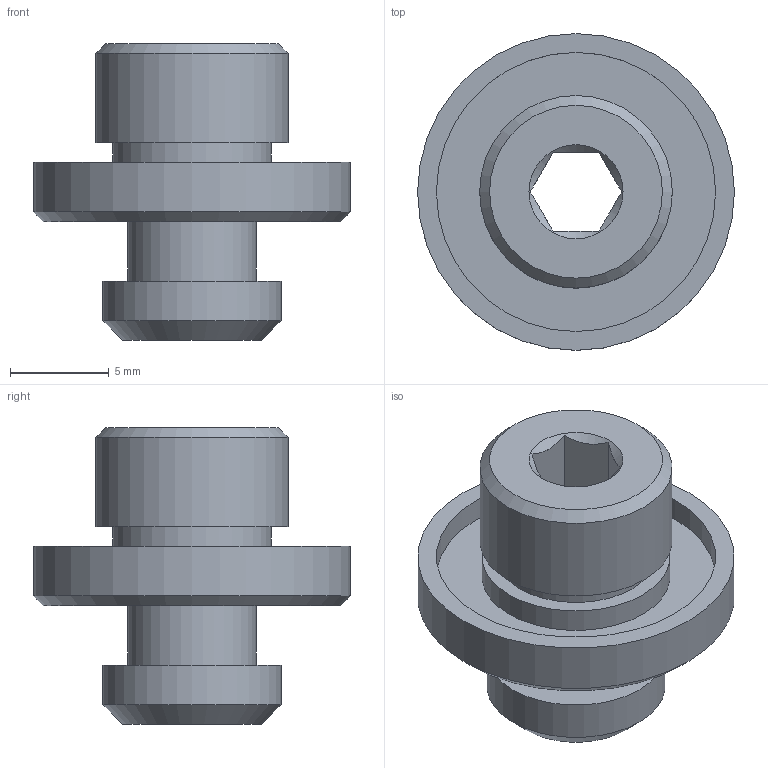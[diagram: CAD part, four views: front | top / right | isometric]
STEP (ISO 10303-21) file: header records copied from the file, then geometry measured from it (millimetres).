
FILE_DESCRIPTION( ( 'Unknown' ), '1' );
FILE_NAME( 'SE-0406542.stp', 'Unknown', ( 'Unknown' ), ( 'Unknown' ), 'PSStep 17.0.49', 'Unknown', ' ' );
FILE_SCHEMA( ( 'AUTOMOTIVE_DESIGN { 1 0 10303 214 1 1 1 1 }' ) );
Length unit declared in the file: millimetre
Products named in the file (1): 1
Bounding box: 16 x 16 x 15 mm (x, y, z)
Volume: 938.8 mm3; surface area: 1220.6 mm2
Topology: 1 solids, 1 shells, 39 faces, 88 edges, 57 vertices
Faces by surface type: plane 26, cylinder 8, cone 5
Full cylindrical faces by diameter (mm): 4.8 x1, 6.5 x1, 8 x1, 9 x1, 9.5 x1, 9.728 x1, 14.1 x1, 16 x1
Entity records: 1408 total; most frequent: CARTESIAN_POINT 274, DIRECTION 162, ORIENTED_EDGE 148, EDGE_CURVE 74, AXIS2_PLACEMENT_3D 72, EDGE_LOOP 60, VERTEX_POINT 56, FACE_OUTER_BOUND 47
